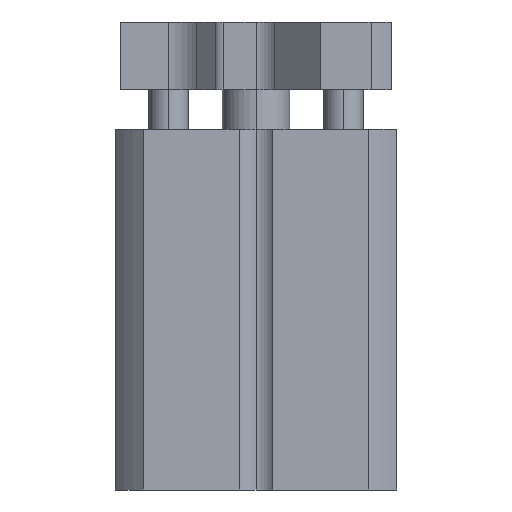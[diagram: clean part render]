
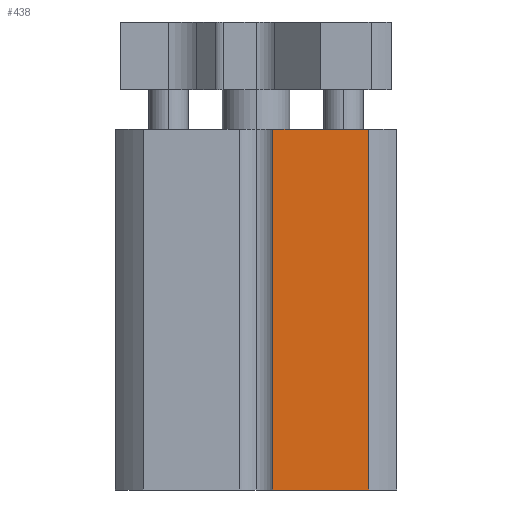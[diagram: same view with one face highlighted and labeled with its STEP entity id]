
A CAD part, left-side view. The second image highlights one B-rep face of the part: STEP entity #438.
In plain terms, the highlighted planar face has unit normal (-1, 0, 0).
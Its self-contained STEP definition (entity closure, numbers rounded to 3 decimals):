
#438=ADVANCED_FACE('',(#923),#924,.T.);
#923=FACE_OUTER_BOUND('',#1452,.T.);
#924=PLANE('',#1453);
#1452=EDGE_LOOP('',(#2561,#2562,#2563,#2564));
#1453=AXIS2_PLACEMENT_3D('',#2565,#2566,#2567);
#2561=ORIENTED_EDGE('',*,*,#3437,.F.);
#2562=ORIENTED_EDGE('',*,*,#3417,.T.);
#2563=ORIENTED_EDGE('',*,*,#3438,.T.);
#2564=ORIENTED_EDGE('',*,*,#3439,.T.);
#2565=CARTESIAN_POINT('',(-12.5,-12.5,51.355));
#2566=DIRECTION('',(-1.0,0.0,0.0));
#2567=DIRECTION('',(0.0,0.0,1.0));
#3417=EDGE_CURVE('',#4159,#4157,#4160,.T.);
#3437=EDGE_CURVE('',#4159,#4191,#4192,.T.);
#3438=EDGE_CURVE('',#4157,#4193,#4194,.T.);
#3439=EDGE_CURVE('',#4193,#4191,#4195,.T.);
#4157=VERTEX_POINT('',#5151);
#4159=VERTEX_POINT('',#5153);
#4160=LINE('',#5154,#5155);
#4191=VERTEX_POINT('',#5191);
#4192=LINE('',#5192,#5193);
#4193=VERTEX_POINT('',#5194);
#4194=LINE('',#5195,#5196);
#4195=LINE('',#5197,#5198);
#5151=CARTESIAN_POINT('',(-12.5,-9.987,-16.0));
#5153=CARTESIAN_POINT('',(-12.5,-1.5,-16.0));
#5154=CARTESIAN_POINT('',(-12.5,-12.5,-16.0));
#5155=VECTOR('',#5995,1.0);
#5191=CARTESIAN_POINT('',(-12.5,-1.5,16.0));
#5192=CARTESIAN_POINT('',(-12.5,-1.5,-16.0));
#5193=VECTOR('',#6037,1.0);
#5194=CARTESIAN_POINT('',(-12.5,-9.987,16.0));
#5195=CARTESIAN_POINT('',(-12.5,-9.987,-16.0));
#5196=VECTOR('',#6038,1.0);
#5197=CARTESIAN_POINT('',(-12.5,-12.5,16.0));
#5198=VECTOR('',#6039,1.0);
#5995=DIRECTION('',(0.0,-1.0,0.0));
#6037=DIRECTION('',(0.0,0.0,1.0));
#6038=DIRECTION('',(0.0,0.0,1.0));
#6039=DIRECTION('',(0.0,1.0,0.0));
